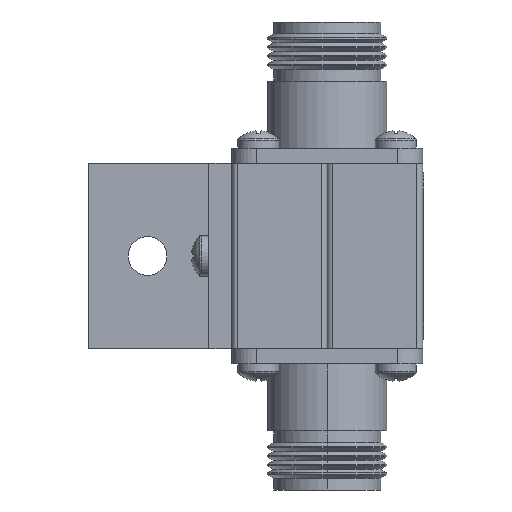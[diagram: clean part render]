
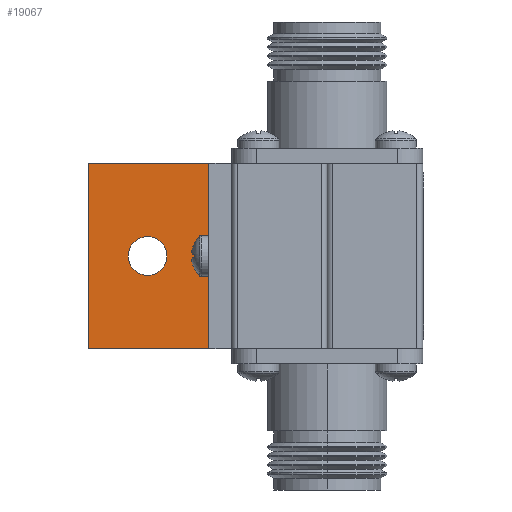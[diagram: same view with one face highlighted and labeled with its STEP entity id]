
A CAD part, left-side view. The second image highlights one B-rep face of the part: STEP entity #19067.
In plain terms, the highlighted face is planar.
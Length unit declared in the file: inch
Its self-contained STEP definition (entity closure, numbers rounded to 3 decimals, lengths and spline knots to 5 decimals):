
#1993 = CARTESIAN_POINT ( 'NONE',  ( 0.44, 0.12, 0. ) ) ;
#2015 = CARTESIAN_POINT ( 'NONE',  ( 0.75, 0.12, -0.485 ) ) ;
#9290 = DIRECTION ( 'NONE',  ( 0., 0., 1. ) ) ;
#10929 = DIRECTION ( 'NONE',  ( 0., 1., 0. ) ) ;
#11838 = DIRECTION ( 'NONE',  ( 1., 0., 0. ) ) ;
#13747 = EDGE_CURVE ( 'NONE', #30217, #16264, #79659, .T. ) ;
#14079 = AXIS2_PLACEMENT_3D ( 'NONE', #54419, #10929, #61726 ) ;
#16264 = VERTEX_POINT ( 'NONE', #2015 ) ;
#16357 = VERTEX_POINT ( 'NONE', #61110 ) ;
#16493 = LINE ( 'NONE', #91099, #52862 ) ;
#17902 = DIRECTION ( 'NONE',  ( 0., 0., -1. ) ) ;
#18438 = PLANE ( 'NONE',  #33129 ) ;
#19067 = ADVANCED_FACE ( 'NONE', ( #93202, #56775 ), #18438, .T. ) ;
#20732 = ORIENTED_EDGE ( 'NONE', *, *, #83278, .F. ) ;
#20755 = VERTEX_POINT ( 'NONE', #44781 ) ;
#21628 = CARTESIAN_POINT ( 'NONE',  ( 0.12, 0.12, 0.485 ) ) ;
#21694 = EDGE_LOOP ( 'NONE', ( #85584, #85228 ) ) ;
#24362 = VERTEX_POINT ( 'NONE', #21628 ) ;
#25489 = CARTESIAN_POINT ( 'NONE',  ( 0., 0.12, 0.485 ) ) ;
#25793 = DIRECTION ( 'NONE',  ( 0., 0., 1. ) ) ;
#30217 = VERTEX_POINT ( 'NONE', #33963 ) ;
#33129 = AXIS2_PLACEMENT_3D ( 'NONE', #25489, #69245, #25793 ) ;
#33963 = CARTESIAN_POINT ( 'NONE',  ( 0.75, 0.12, 0.485 ) ) ;
#34431 = VERTEX_POINT ( 'NONE', #78634 ) ;
#34912 = AXIS2_PLACEMENT_3D ( 'NONE', #1993, #52849, #9290 ) ;
#35633 = LINE ( 'NONE', #61431, #74225 ) ;
#37205 = ORIENTED_EDGE ( 'NONE', *, *, #88870, .F. ) ;
#37911 = EDGE_CURVE ( 'NONE', #24362, #30217, #16493, .T. ) ;
#42813 = ORIENTED_EDGE ( 'NONE', *, *, #13747, .T. ) ;
#44781 = CARTESIAN_POINT ( 'NONE',  ( 0.44, 0.12, -0.1015 ) ) ;
#52164 = LINE ( 'NONE', #55349, #88606 ) ;
#52849 = DIRECTION ( 'NONE',  ( 0., 1., 0. ) ) ;
#52862 = VECTOR ( 'NONE', #83798, 39.37008 ) ;
#53153 = EDGE_CURVE ( 'NONE', #16357, #20755, #81750, .T. ) ;
#54172 = DIRECTION ( 'NONE',  ( 0., 0., -1. ) ) ;
#54419 = CARTESIAN_POINT ( 'NONE',  ( 0.44, 0.12, 0. ) ) ;
#55349 = CARTESIAN_POINT ( 'NONE',  ( 0., 0.12, -0.485 ) ) ;
#56775 = FACE_OUTER_BOUND ( 'NONE', #81014, .T. ) ;
#60339 = VECTOR ( 'NONE', #54172, 39.37008 ) ;
#60739 = ORIENTED_EDGE ( 'NONE', *, *, #37911, .T. ) ;
#61110 = CARTESIAN_POINT ( 'NONE',  ( 0.44, 0.12, 0.1015 ) ) ;
#61431 = CARTESIAN_POINT ( 'NONE',  ( 0.12, 0.12, 0.485 ) ) ;
#61726 = DIRECTION ( 'NONE',  ( 0., 0., 1. ) ) ;
#62406 = CIRCLE ( 'NONE', #34912, 0.1015 ) ;
#69245 = DIRECTION ( 'NONE',  ( 0., 1., 0. ) ) ;
#74225 = VECTOR ( 'NONE', #17902, 39.37008 ) ;
#78634 = CARTESIAN_POINT ( 'NONE',  ( 0.12, 0.12, -0.485 ) ) ;
#79659 = LINE ( 'NONE', #83772, #60339 ) ;
#81014 = EDGE_LOOP ( 'NONE', ( #20732, #37205, #60739, #42813 ) ) ;
#81750 = CIRCLE ( 'NONE', #14079, 0.1015 ) ;
#83278 = EDGE_CURVE ( 'NONE', #34431, #16264, #52164, .T. ) ;
#83772 = CARTESIAN_POINT ( 'NONE',  ( 0.75, 0.12, 0.485 ) ) ;
#83798 = DIRECTION ( 'NONE',  ( 1., 0., 0. ) ) ;
#85228 = ORIENTED_EDGE ( 'NONE', *, *, #90673, .F. ) ;
#85584 = ORIENTED_EDGE ( 'NONE', *, *, #53153, .F. ) ;
#88606 = VECTOR ( 'NONE', #11838, 39.37008 ) ;
#88870 = EDGE_CURVE ( 'NONE', #24362, #34431, #35633, .T. ) ;
#90673 = EDGE_CURVE ( 'NONE', #20755, #16357, #62406, .T. ) ;
#91099 = CARTESIAN_POINT ( 'NONE',  ( 0., 0.12, 0.485 ) ) ;
#93202 = FACE_BOUND ( 'NONE', #21694, .T. ) ;
